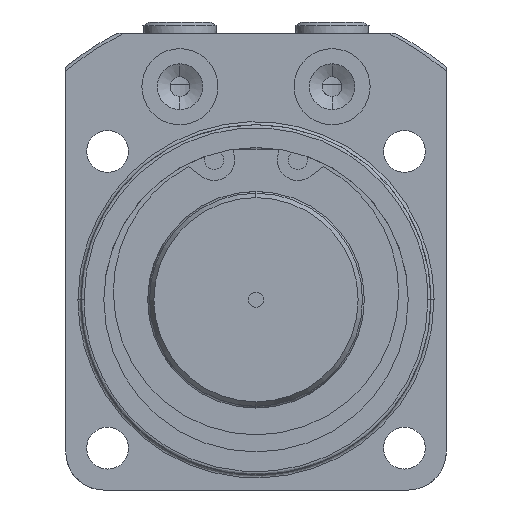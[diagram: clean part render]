
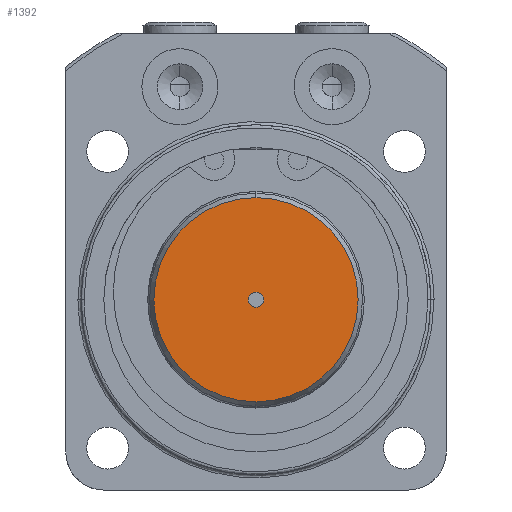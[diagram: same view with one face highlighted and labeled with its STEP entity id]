
A CAD part, front view. The second image highlights one B-rep face of the part: STEP entity #1392.
In plain terms, the highlighted planar face has unit normal (0, -1, 0).
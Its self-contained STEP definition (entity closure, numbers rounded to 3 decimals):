
#524 = EDGE_CURVE ( 'NONE', #12022, #12021, #2991, .T. ) ;
#527 = EDGE_CURVE ( 'NONE', #12015, #12079, #2985, .T. ) ;
#532 = EDGE_CURVE ( 'NONE', #12079, #12015, #2974, .T. ) ;
#533 = EDGE_CURVE ( 'NONE', #12021, #12022, #2973, .T. ) ;
#1392 = ADVANCED_FACE ( 'NONE', ( #2216, #2213 ), #7419, .F. ) ;
#2213 = FACE_BOUND ( 'NONE', #5761, .T. ) ;
#2216 = FACE_OUTER_BOUND ( 'NONE', #5789, .T. ) ;
#2973 = CIRCLE ( 'NONE', #3737, 13.423 ) ;
#2974 = CIRCLE ( 'NONE', #3735, 1. ) ;
#2985 = CIRCLE ( 'NONE', #3729, 1. ) ;
#2991 = CIRCLE ( 'NONE', #3727, 13.423 ) ;
#3727 = AXIS2_PLACEMENT_3D ( 'NONE', #5121, #5120, #5117 ) ;
#3729 = AXIS2_PLACEMENT_3D ( 'NONE', #5100, #5094, #5095 ) ;
#3735 = AXIS2_PLACEMENT_3D ( 'NONE', #5005, #5000, #5001 ) ;
#3737 = AXIS2_PLACEMENT_3D ( 'NONE', #4995, #4970, #4971 ) ;
#4469 = AXIS2_PLACEMENT_3D ( 'NONE', #7489, #7413, #7411 ) ;
#4970 = DIRECTION ( 'NONE',  ( 0., 1., 0. ) ) ;
#4971 = DIRECTION ( 'NONE',  ( 0., 0., 1. ) ) ;
#4995 = CARTESIAN_POINT ( 'NONE',  ( 0., -43.5, 0. ) ) ;
#5000 = DIRECTION ( 'NONE',  ( 0., -1., 0. ) ) ;
#5001 = DIRECTION ( 'NONE',  ( 0., 0., 1. ) ) ;
#5005 = CARTESIAN_POINT ( 'NONE',  ( 0., -43.5, 0. ) ) ;
#5094 = DIRECTION ( 'NONE',  ( 0., -1., 0. ) ) ;
#5095 = DIRECTION ( 'NONE',  ( 0., 0., 1. ) ) ;
#5100 = CARTESIAN_POINT ( 'NONE',  ( 0., -43.5, 0. ) ) ;
#5117 = DIRECTION ( 'NONE',  ( 0., 0., 1. ) ) ;
#5120 = DIRECTION ( 'NONE',  ( 0., 1., 0. ) ) ;
#5121 = CARTESIAN_POINT ( 'NONE',  ( 0., -43.5, 0. ) ) ;
#5761 = EDGE_LOOP ( 'NONE', ( #14408, #14409 ) ) ;
#5789 = EDGE_LOOP ( 'NONE', ( #14406, #14407 ) ) ;
#6875 = CARTESIAN_POINT ( 'NONE',  ( 0., -43.5, 1. ) ) ;
#6882 = CARTESIAN_POINT ( 'NONE',  ( 0., -43.5, -13.423 ) ) ;
#6884 = CARTESIAN_POINT ( 'NONE',  ( 0., -43.5, 13.423 ) ) ;
#6932 = CARTESIAN_POINT ( 'NONE',  ( 0., -43.5, -1. ) ) ;
#7411 = DIRECTION ( 'NONE',  ( 0., 0., 1. ) ) ;
#7413 = DIRECTION ( 'NONE',  ( 0., 1., 0. ) ) ;
#7419 = PLANE ( 'NONE',  #4469 ) ;
#7489 = CARTESIAN_POINT ( 'NONE',  ( -13.423, -43.5, 0. ) ) ;
#12015 = VERTEX_POINT ( 'NONE', #6875 ) ;
#12021 = VERTEX_POINT ( 'NONE', #6882 ) ;
#12022 = VERTEX_POINT ( 'NONE', #6884 ) ;
#12079 = VERTEX_POINT ( 'NONE', #6932 ) ;
#14406 = ORIENTED_EDGE ( 'NONE', *, *, #524, .F. ) ;
#14407 = ORIENTED_EDGE ( 'NONE', *, *, #533, .F. ) ;
#14408 = ORIENTED_EDGE ( 'NONE', *, *, #527, .F. ) ;
#14409 = ORIENTED_EDGE ( 'NONE', *, *, #532, .F. ) ;
